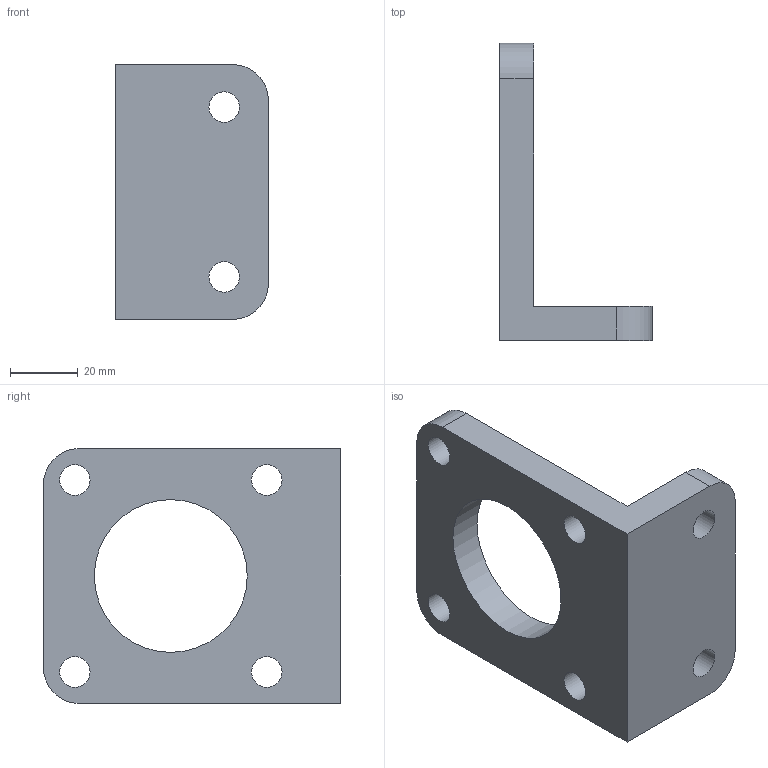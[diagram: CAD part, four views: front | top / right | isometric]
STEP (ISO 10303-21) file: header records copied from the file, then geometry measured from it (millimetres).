
FILE_DESCRIPTION((''),'2;1');
FILE_NAME('1320_63_05F.stp','2006-07-10T15:39:38',('rivolro1'),(''),'Autodesk Inventor 11','Autodesk Inventor 11','');
FILE_SCHEMA(('AUTOMOTIVE_DESIGN { 1 0 10303 214 1 1 1 1 }'));
Length unit declared in the file: millimetre
Products named in the file (1): 1320_63_05F
Bounding box: 45 x 87.5 x 75 mm (x, y, z)
Volume: 71207.6 mm3; surface area: 21121.1 mm2
Topology: 1 solids, 1 shells, 19 faces, 55 edges, 38 vertices
Faces by surface type: plane 8, cylinder 7, bspline 4
Full cylindrical faces by diameter (mm): 9 x2, 45 x1
Entity records: 675 total; most frequent: CARTESIAN_POINT 166, DIRECTION 98, ORIENTED_EDGE 88, EDGE_CURVE 44, EDGE_LOOP 40, AXIS2_PLACEMENT_3D 38, VERTEX_POINT 34, CIRCLE 22
